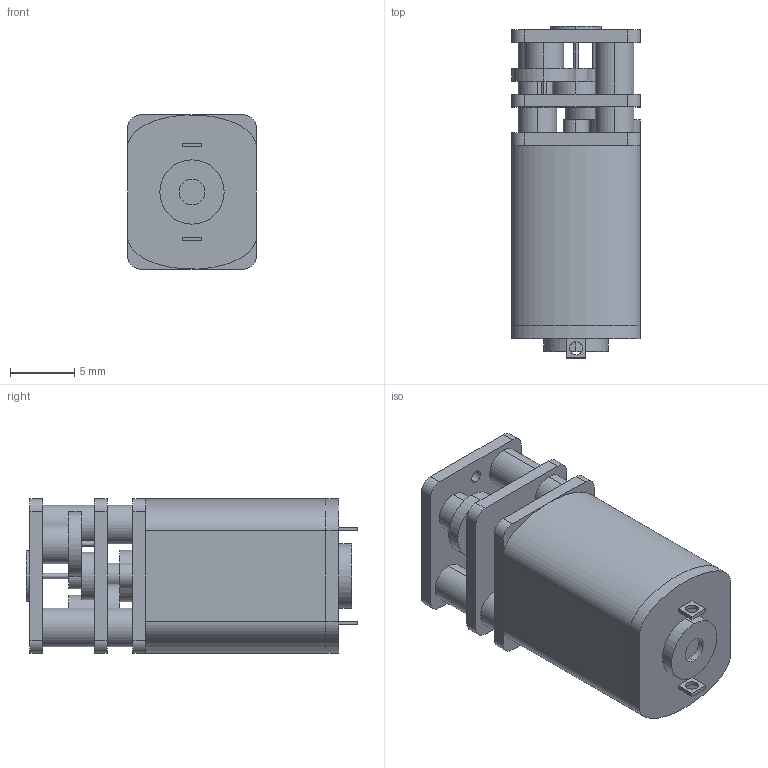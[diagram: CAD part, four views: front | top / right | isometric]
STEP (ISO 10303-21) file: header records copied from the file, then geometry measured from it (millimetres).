
FILE_DESCRIPTION (( 'STEP AP203' ), '1' );
FILE_NAME ('Motor STEP.STEP', '2014-11-29T04:09:40', ( '' ), ( '' ), 'SwSTEP 2.0', 'SolidWorks 2014', '' );
FILE_SCHEMA (( 'CONFIG_CONTROL_DESIGN' ));
Length unit declared in the file: millimetre
Products named in the file (1): Motor STEP
Bounding box: 10 x 25.8 x 12 mm (x, y, z)
Volume: 2175.1 mm3; surface area: 2196.5 mm2
Topology: 15 solids, 15 shells, 167 faces, 372 edges, 248 vertices
Faces by surface type: plane 93, cylinder 70, bspline 4
Entity records: 4771 total; most frequent: DIRECTION 848, CARTESIAN_POINT 840, ORIENTED_EDGE 744, EDGE_CURVE 372, AXIS2_PLACEMENT_3D 320, VERTEX_POINT 248, VECTOR 208, LINE 208
